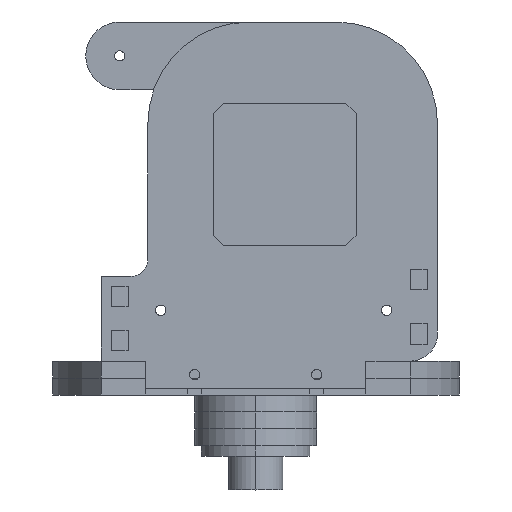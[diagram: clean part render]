
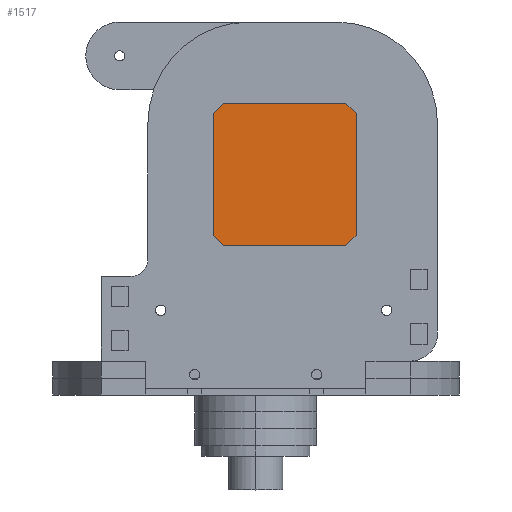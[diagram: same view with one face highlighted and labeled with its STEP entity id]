
A CAD part, front view. The second image highlights one B-rep face of the part: STEP entity #1517.
In plain terms, the highlighted planar face has unit normal (0, -1, 0).
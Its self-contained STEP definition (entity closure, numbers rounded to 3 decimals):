
#185 = CARTESIAN_POINT ( 'NONE',  ( -15.921, -165., 30.962 ) ) ;
#468 = VECTOR ( 'NONE', #2559, 1000. ) ;
#575 = DIRECTION ( 'NONE',  ( 0., -1., 0. ) ) ;
#640 = VERTEX_POINT ( 'NONE', #15748 ) ;
#1085 = EDGE_CURVE ( 'NONE', #10011, #6809, #1827, .T. ) ;
#1179 = EDGE_CURVE ( 'NONE', #12070, #4114, #13431, .T. ) ;
#1355 = ORIENTED_EDGE ( 'NONE', *, *, #17697, .T. ) ;
#1517 = ADVANCED_FACE ( 'NONE', ( #9067 ), #17655, .T. ) ;
#1827 = LINE ( 'NONE', #4641, #13784 ) ;
#1838 = LINE ( 'NONE', #13154, #10107 ) ;
#2523 = CARTESIAN_POINT ( 'NONE',  ( 20.051, -165., -11.062 ) ) ;
#2559 = DIRECTION ( 'NONE',  ( -0.707, 0., 0.708 ) ) ;
#2922 = EDGE_CURVE ( 'NONE', #6809, #640, #9720, .T. ) ;
#3223 = ORIENTED_EDGE ( 'NONE', *, *, #1179, .T. ) ;
#3246 = ORIENTED_EDGE ( 'NONE', *, *, #9923, .T. ) ;
#3595 = EDGE_CURVE ( 'NONE', #7310, #4431, #3859, .T. ) ;
#3859 = LINE ( 'NONE', #17941, #14331 ) ;
#3948 = VECTOR ( 'NONE', #13494, 1000. ) ;
#4114 = VERTEX_POINT ( 'NONE', #2523 ) ;
#4431 = VERTEX_POINT ( 'NONE', #18272 ) ;
#4625 = EDGE_CURVE ( 'NONE', #640, #12070, #1838, .T. ) ;
#4641 = CARTESIAN_POINT ( 'NONE',  ( -15.921, -165., 30.962 ) ) ;
#4746 = DIRECTION ( 'NONE',  ( 0.707, 0., -0.708 ) ) ;
#4992 = CARTESIAN_POINT ( 'NONE',  ( 23.053, -165., -8.064 ) ) ;
#5091 = DIRECTION ( 'NONE',  ( -0.001, 0., -1. ) ) ;
#6066 = DIRECTION ( 'NONE',  ( -0.708, 0., -0.707 ) ) ;
#6753 = ORIENTED_EDGE ( 'NONE', *, *, #4625, .T. ) ;
#6809 = VERTEX_POINT ( 'NONE', #13683 ) ;
#7310 = VERTEX_POINT ( 'NONE', #4992 ) ;
#7522 = EDGE_CURVE ( 'NONE', #4114, #7310, #11497, .T. ) ;
#7856 = DIRECTION ( 'NONE',  ( 1., 0., -0.001 ) ) ;
#7868 = VERTEX_POINT ( 'NONE', #18364 ) ;
#7979 = ORIENTED_EDGE ( 'NONE', *, *, #7522, .T. ) ;
#9067 = FACE_OUTER_BOUND ( 'NONE', #16921, .T. ) ;
#9335 = CARTESIAN_POINT ( 'NONE',  ( 20.079, -165., 30.938 ) ) ;
#9720 = LINE ( 'NONE', #18027, #10312 ) ;
#9733 = LINE ( 'NONE', #15484, #468 ) ;
#9923 = EDGE_CURVE ( 'NONE', #4431, #7868, #9733, .T. ) ;
#10011 = VERTEX_POINT ( 'NONE', #185 ) ;
#10079 = CARTESIAN_POINT ( 'NONE',  ( 20.051, -165., -11.062 ) ) ;
#10107 = VECTOR ( 'NONE', #4746, 1000. ) ;
#10312 = VECTOR ( 'NONE', #5091, 1000. ) ;
#11497 = LINE ( 'NONE', #10079, #15489 ) ;
#12070 = VERTEX_POINT ( 'NONE', #14475 ) ;
#13154 = CARTESIAN_POINT ( 'NONE',  ( -18.947, -165., -8.036 ) ) ;
#13431 = LINE ( 'NONE', #16250, #16512 ) ;
#13494 = DIRECTION ( 'NONE',  ( -1., 0., 0.001 ) ) ;
#13596 = DIRECTION ( 'NONE',  ( 0.001, 0., 1. ) ) ;
#13683 = CARTESIAN_POINT ( 'NONE',  ( -18.923, -165., 27.964 ) ) ;
#13784 = VECTOR ( 'NONE', #6066, 1000. ) ;
#14331 = VECTOR ( 'NONE', #13596, 1000. ) ;
#14475 = CARTESIAN_POINT ( 'NONE',  ( -15.949, -165., -11.038 ) ) ;
#14638 = DIRECTION ( 'NONE',  ( 0., 0., -1. ) ) ;
#15410 = ORIENTED_EDGE ( 'NONE', *, *, #3595, .T. ) ;
#15484 = CARTESIAN_POINT ( 'NONE',  ( 23.077, -165., 27.936 ) ) ;
#15489 = VECTOR ( 'NONE', #15833, 1000. ) ;
#15705 = AXIS2_PLACEMENT_3D ( 'NONE', #17561, #575, #14638 ) ;
#15748 = CARTESIAN_POINT ( 'NONE',  ( -18.947, -165., -8.036 ) ) ;
#15833 = DIRECTION ( 'NONE',  ( 0.708, 0., 0.707 ) ) ;
#16250 = CARTESIAN_POINT ( 'NONE',  ( -15.949, -165., -11.038 ) ) ;
#16457 = ORIENTED_EDGE ( 'NONE', *, *, #1085, .T. ) ;
#16504 = LINE ( 'NONE', #9335, #3948 ) ;
#16512 = VECTOR ( 'NONE', #7856, 1000. ) ;
#16921 = EDGE_LOOP ( 'NONE', ( #18349, #6753, #3223, #7979, #15410, #3246, #1355, #16457 ) ) ;
#17561 = CARTESIAN_POINT ( 'NONE',  ( 2.065, -165., 9.95 ) ) ;
#17655 = PLANE ( 'NONE',  #15705 ) ;
#17697 = EDGE_CURVE ( 'NONE', #7868, #10011, #16504, .T. ) ;
#17941 = CARTESIAN_POINT ( 'NONE',  ( 23.053, -165., -8.064 ) ) ;
#18027 = CARTESIAN_POINT ( 'NONE',  ( -18.923, -165., 27.964 ) ) ;
#18272 = CARTESIAN_POINT ( 'NONE',  ( 23.077, -165., 27.936 ) ) ;
#18349 = ORIENTED_EDGE ( 'NONE', *, *, #2922, .T. ) ;
#18364 = CARTESIAN_POINT ( 'NONE',  ( 20.079, -165., 30.938 ) ) ;
